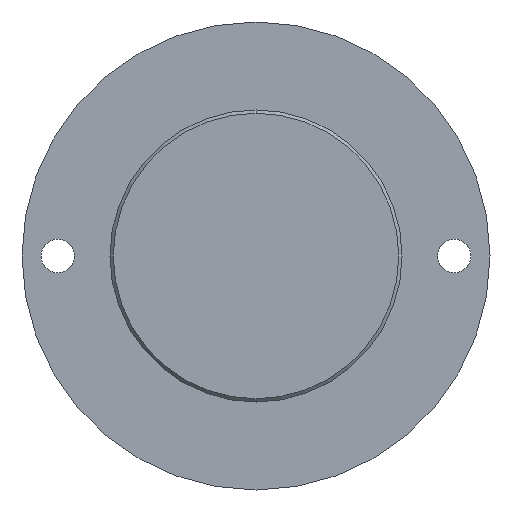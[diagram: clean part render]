
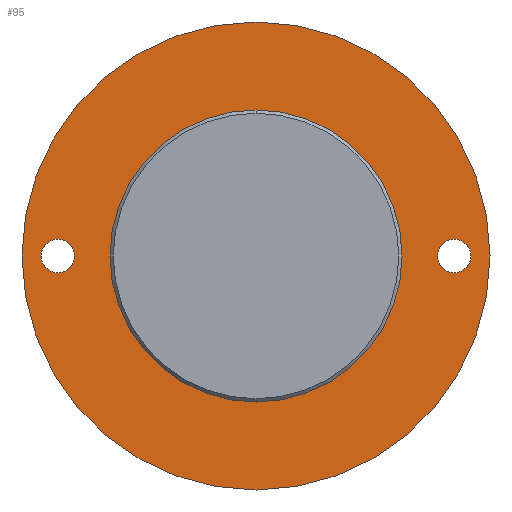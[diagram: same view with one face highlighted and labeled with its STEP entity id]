
A CAD part, front view. The second image highlights one B-rep face of the part: STEP entity #95.
In plain terms, the highlighted planar face has unit normal (0, -1, 0).
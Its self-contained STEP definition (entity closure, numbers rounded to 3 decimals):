
#17 = FACE_OUTER_BOUND ( 'NONE', #442, .T. ) ;
#34 = AXIS2_PLACEMENT_3D ( 'NONE', #215, #106, #509 ) ;
#42 = CIRCLE ( 'NONE', #151, 22.25 ) ;
#44 = FACE_BOUND ( 'NONE', #441, .T. ) ;
#83 = EDGE_CURVE ( 'NONE', #701, #254, #203, .T. ) ;
#95 = ADVANCED_FACE ( 'NONE', ( #303, #545, #17, #44 ), #449, .F. ) ;
#106 = DIRECTION ( 'NONE',  ( 0., 1., 0. ) ) ;
#107 = CARTESIAN_POINT ( 'NONE',  ( 0., 52.9, -35.65 ) ) ;
#114 = DIRECTION ( 'NONE',  ( 0., 0., 1. ) ) ;
#120 = VERTEX_POINT ( 'NONE', #578 ) ;
#125 = DIRECTION ( 'NONE',  ( 0., 1., 0. ) ) ;
#149 = VERTEX_POINT ( 'NONE', #155 ) ;
#151 = AXIS2_PLACEMENT_3D ( 'NONE', #405, #293, #646 ) ;
#155 = CARTESIAN_POINT ( 'NONE',  ( 30.2, 52.9, -2.55 ) ) ;
#156 = EDGE_CURVE ( 'NONE', #752, #396, #650, .T. ) ;
#176 = CARTESIAN_POINT ( 'NONE',  ( 0., 52.9, 0. ) ) ;
#190 = AXIS2_PLACEMENT_3D ( 'NONE', #535, #401, #759 ) ;
#194 = VERTEX_POINT ( 'NONE', #747 ) ;
#199 = ORIENTED_EDGE ( 'NONE', *, *, #83, .T. ) ;
#201 = EDGE_CURVE ( 'NONE', #194, #476, #666, .T. ) ;
#203 = CIRCLE ( 'NONE', #438, 22.25 ) ;
#215 = CARTESIAN_POINT ( 'NONE',  ( 0., 52.9, 0. ) ) ;
#219 = EDGE_LOOP ( 'NONE', ( #361, #722 ) ) ;
#220 = DIRECTION ( 'NONE',  ( 0., 0., 1. ) ) ;
#225 = CARTESIAN_POINT ( 'NONE',  ( -30.2, 52.9, -2.55 ) ) ;
#235 = ORIENTED_EDGE ( 'NONE', *, *, #439, .T. ) ;
#236 = AXIS2_PLACEMENT_3D ( 'NONE', #403, #513, #644 ) ;
#250 = AXIS2_PLACEMENT_3D ( 'NONE', #283, #525, #114 ) ;
#254 = VERTEX_POINT ( 'NONE', #469 ) ;
#256 = EDGE_LOOP ( 'NONE', ( #436, #456 ) ) ;
#262 = CIRCLE ( 'NONE', #190, 2.55 ) ;
#265 = ORIENTED_EDGE ( 'NONE', *, *, #720, .F. ) ;
#269 = CIRCLE ( 'NONE', #250, 2.55 ) ;
#275 = EDGE_CURVE ( 'NONE', #149, #120, #708, .T. ) ;
#279 = CIRCLE ( 'NONE', #341, 35.65 ) ;
#283 = CARTESIAN_POINT ( 'NONE',  ( 30.2, 52.9, 0. ) ) ;
#293 = DIRECTION ( 'NONE',  ( 0., 1., 0. ) ) ;
#294 = DIRECTION ( 'NONE',  ( 0., 1., 0. ) ) ;
#303 = FACE_BOUND ( 'NONE', #219, .T. ) ;
#316 = AXIS2_PLACEMENT_3D ( 'NONE', #390, #569, #220 ) ;
#341 = AXIS2_PLACEMENT_3D ( 'NONE', #176, #294, #411 ) ;
#359 = DIRECTION ( 'NONE',  ( 0., 0., 1. ) ) ;
#361 = ORIENTED_EDGE ( 'NONE', *, *, #156, .T. ) ;
#377 = EDGE_CURVE ( 'NONE', #396, #752, #262, .T. ) ;
#390 = CARTESIAN_POINT ( 'NONE',  ( -30.2, 52.9, 0. ) ) ;
#396 = VERTEX_POINT ( 'NONE', #225 ) ;
#401 = DIRECTION ( 'NONE',  ( 0., 1., 0. ) ) ;
#403 = CARTESIAN_POINT ( 'NONE',  ( 22.25, 52.9, 0. ) ) ;
#405 = CARTESIAN_POINT ( 'NONE',  ( 0., 52.9, 0. ) ) ;
#411 = DIRECTION ( 'NONE',  ( 0., 0., 1. ) ) ;
#436 = ORIENTED_EDGE ( 'NONE', *, *, #487, .T. ) ;
#438 = AXIS2_PLACEMENT_3D ( 'NONE', #662, #125, #359 ) ;
#439 = EDGE_CURVE ( 'NONE', #254, #701, #42, .T. ) ;
#441 = EDGE_LOOP ( 'NONE', ( #199, #235 ) ) ;
#442 = EDGE_LOOP ( 'NONE', ( #657, #265 ) ) ;
#449 = PLANE ( 'NONE',  #236 ) ;
#456 = ORIENTED_EDGE ( 'NONE', *, *, #275, .T. ) ;
#469 = CARTESIAN_POINT ( 'NONE',  ( 0., 52.9, -22.25 ) ) ;
#476 = VERTEX_POINT ( 'NONE', #107 ) ;
#477 = DIRECTION ( 'NONE',  ( 0., 0., 1. ) ) ;
#487 = EDGE_CURVE ( 'NONE', #120, #149, #269, .T. ) ;
#509 = DIRECTION ( 'NONE',  ( 0., 0., 1. ) ) ;
#513 = DIRECTION ( 'NONE',  ( 0., 1., 0. ) ) ;
#525 = DIRECTION ( 'NONE',  ( 0., 1., 0. ) ) ;
#535 = CARTESIAN_POINT ( 'NONE',  ( -30.2, 52.9, 0. ) ) ;
#545 = FACE_BOUND ( 'NONE', #256, .T. ) ;
#569 = DIRECTION ( 'NONE',  ( 0., 1., 0. ) ) ;
#573 = AXIS2_PLACEMENT_3D ( 'NONE', #652, #587, #477 ) ;
#578 = CARTESIAN_POINT ( 'NONE',  ( 30.2, 52.9, 2.55 ) ) ;
#587 = DIRECTION ( 'NONE',  ( 0., 1., 0. ) ) ;
#614 = CARTESIAN_POINT ( 'NONE',  ( -30.2, 52.9, 2.55 ) ) ;
#644 = DIRECTION ( 'NONE',  ( 0., 0., 1. ) ) ;
#646 = DIRECTION ( 'NONE',  ( 0., 0., 1. ) ) ;
#650 = CIRCLE ( 'NONE', #316, 2.55 ) ;
#652 = CARTESIAN_POINT ( 'NONE',  ( 30.2, 52.9, 0. ) ) ;
#657 = ORIENTED_EDGE ( 'NONE', *, *, #201, .F. ) ;
#662 = CARTESIAN_POINT ( 'NONE',  ( 0., 52.9, 0. ) ) ;
#666 = CIRCLE ( 'NONE', #34, 35.65 ) ;
#673 = CARTESIAN_POINT ( 'NONE',  ( 0., 52.9, 22.25 ) ) ;
#701 = VERTEX_POINT ( 'NONE', #673 ) ;
#708 = CIRCLE ( 'NONE', #573, 2.55 ) ;
#720 = EDGE_CURVE ( 'NONE', #476, #194, #279, .T. ) ;
#722 = ORIENTED_EDGE ( 'NONE', *, *, #377, .T. ) ;
#747 = CARTESIAN_POINT ( 'NONE',  ( 0., 52.9, 35.65 ) ) ;
#752 = VERTEX_POINT ( 'NONE', #614 ) ;
#759 = DIRECTION ( 'NONE',  ( 0., 0., 1. ) ) ;
